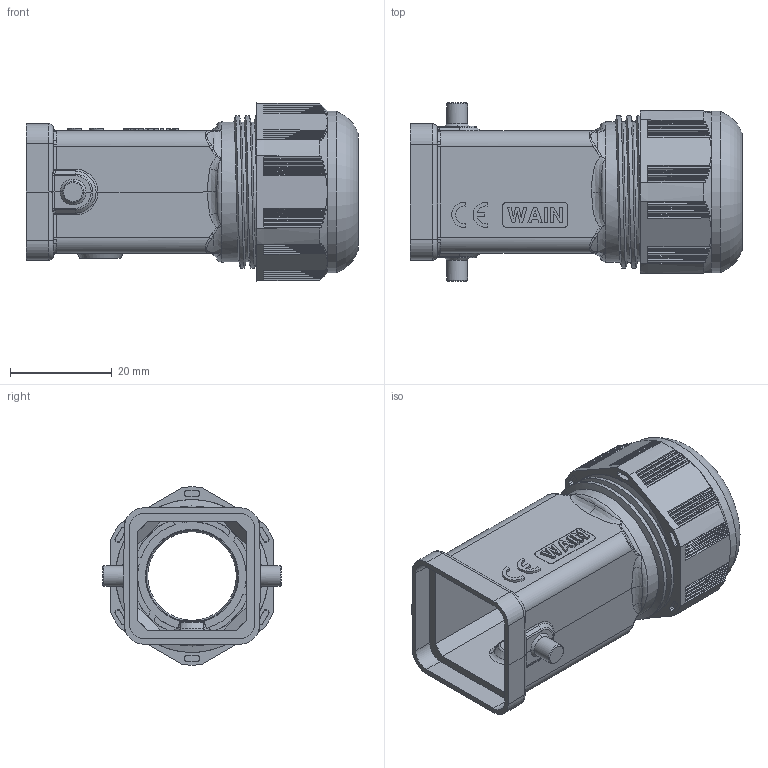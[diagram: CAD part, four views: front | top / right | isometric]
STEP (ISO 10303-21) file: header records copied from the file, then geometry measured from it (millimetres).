
FILE_DESCRIPTION(/* description */ (''),/* implementation_level */ '2;1');
FILE_NAME(/* name */ '1180034101517_01-H3A.P-TE-2B-OTr30_D11-17__成品_stp.stp',/* time_stamp */ '2023-10-11T10:27:28+08:00',/* author */ (''),/* organization */ (''),/* preprocessor_version */ 'ST-DEVELOPER v18.1',/* originating_system */ 'SIEMENS PLM Software NX 1980',/* authorisation */ '');
FILE_SCHEMA (('AP203_CONFIGURATION_CONTROLLED_3D_DESIGN_OF_MECHANICAL_PARTS_AND_ASSEMBLIES_MIM_LF { 1 0 10303 403 2 1 2}'));
Length unit declared in the file: millimetre
Products named in the file (1): ylga27948FACcaqy
Bounding box: 65.2 x 35 x 34.98 mm (x, y, z)
Volume: 18107.6 mm3; surface area: 15028.9 mm2
Topology: 1 solids, 1 shells, 958 faces, 2693 edges, 1721 vertices
Faces by surface type: plane 440, cylinder 260, torus 103, bspline 81, cone 52, sphere 22
Full cylindrical faces by diameter (mm): 3.2 x1, 4.1 x2, 6.4 x1, 17.4 x1, 18 x1, 18.3 x1, 20 x1, 24.4 x1, 27.5 x2, 31.7 x1
Entity records: 39834 total; most frequent: CARTESIAN_POINT 16667, ORIENTED_EDGE 5310, DIRECTION 4194, EDGE_CURVE 2655, VERTEX_POINT 1706, AXIS2_PLACEMENT_3D 1513, LINE 1168, VECTOR 1168
